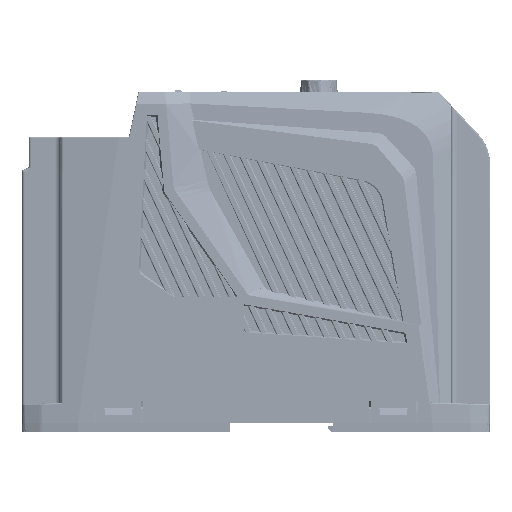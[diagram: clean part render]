
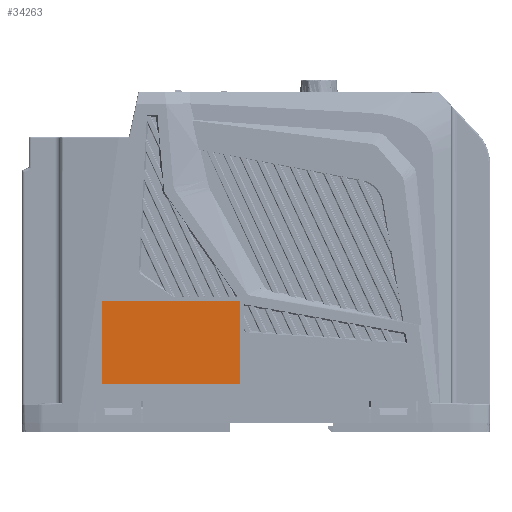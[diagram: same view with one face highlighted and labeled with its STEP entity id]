
A CAD part, left-side view. The second image highlights one B-rep face of the part: STEP entity #34263.
In plain terms, the highlighted planar face has unit normal (-1, 0, 0).
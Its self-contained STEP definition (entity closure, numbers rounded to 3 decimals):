
#34263=ADVANCED_FACE('',(#49932),#42370,.F.);
#42370=PLANE('',#207242);
#49932=FACE_OUTER_BOUND('',#60810,.T.);
#60810=EDGE_LOOP('',(#95199,#95200,#95201,#95202));
#95199=ORIENTED_EDGE('',*,*,#152821,.T.);
#95200=ORIENTED_EDGE('',*,*,#152822,.T.);
#95201=ORIENTED_EDGE('',*,*,#152746,.T.);
#95202=ORIENTED_EDGE('',*,*,#152750,.T.);
#130340=VERTEX_POINT('',#324893);
#130341=VERTEX_POINT('',#324894);
#130342=VERTEX_POINT('',#324899);
#130413=VERTEX_POINT('',#325060);
#152746=EDGE_CURVE('',#130340,#130341,#174503,.T.);
#152750=EDGE_CURVE('',#130341,#130342,#174507,.T.);
#152821=EDGE_CURVE('',#130342,#130413,#174577,.T.);
#152822=EDGE_CURVE('',#130413,#130340,#174578,.T.);
#174503=LINE('',#324892,#191718);
#174507=LINE('',#324900,#191722);
#174577=LINE('',#325059,#191792);
#174578=LINE('',#325061,#191793);
#191718=VECTOR('',#240210,1.);
#191722=VECTOR('',#240216,1.);
#191792=VECTOR('',#240324,1.);
#191793=VECTOR('',#240325,1.);
#207242=AXIS2_PLACEMENT_3D('',#325062,#240326,#240327);
#240210=DIRECTION('',(0.,0.,1.));
#240216=DIRECTION('',(0.,1.,0.));
#240324=DIRECTION('',(0.,0.,-1.));
#240325=DIRECTION('',(0.,-1.,0.));
#240326=DIRECTION('',(1.,0.,0.));
#240327=DIRECTION('',(0.,-1.,0.));
#324892=CARTESIAN_POINT('',(-48.7,5.7,9.));
#324893=CARTESIAN_POINT('',(-48.7,5.7,9.));
#324894=CARTESIAN_POINT('',(-48.7,5.7,39.3));
#324899=CARTESIAN_POINT('',(-48.7,56.,39.3));
#324900=CARTESIAN_POINT('',(-48.7,5.7,39.3));
#325059=CARTESIAN_POINT('',(-48.7,56.,39.3));
#325060=CARTESIAN_POINT('',(-48.7,56.,9.));
#325061=CARTESIAN_POINT('',(-48.7,56.,9.));
#325062=CARTESIAN_POINT('',(-48.7,-81.05,-5.));
